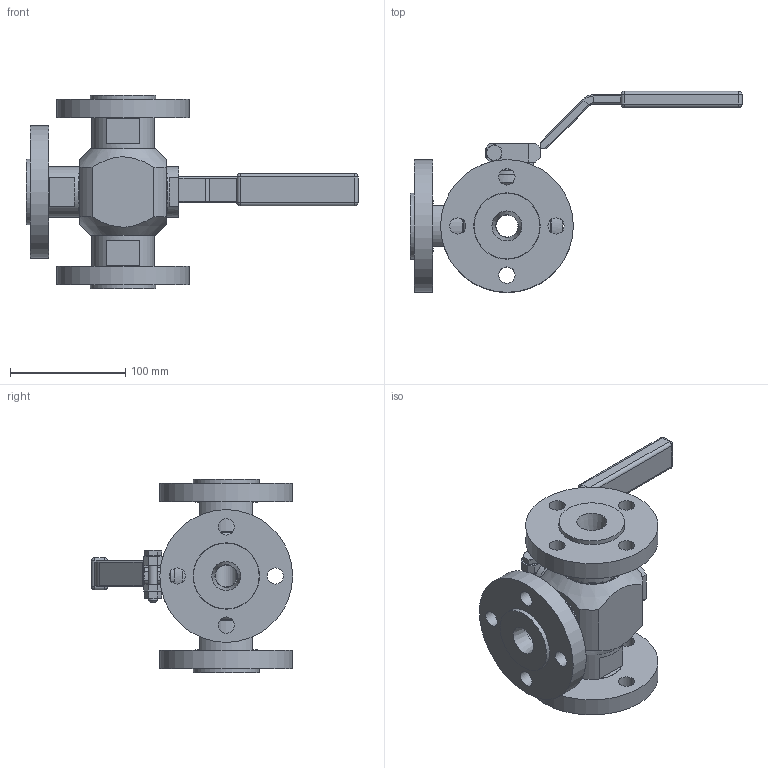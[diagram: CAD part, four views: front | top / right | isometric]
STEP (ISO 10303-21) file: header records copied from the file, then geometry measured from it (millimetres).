
FILE_DESCRIPTION(('STEP AP203'), '1');
FILE_NAME('埡39.140.025.000 - 扰鳧', '', ('UNSPECIFIED'), ('UNSPECIFIED'), 'ASCON STEP Converter 1.6', 'ASCON Math Kernel', '');
FILE_SCHEMA(('CONFIG_CONTROL_DESIGN'));
Length unit declared in the file: millimetre
Products named in the file (25): 埡39.140.025.000; 埡39.140.025.020; 埡39.140.025.021; 埡39.140.025.022; 埡39.140.025.005; 埡39.140.025.001; 埡39.140.025.007; 埡39.140.025.003; 埡39.140.025.009; 埡39.140.025.006; 埡39.060.020.401; ﾔﾁﾑ94.005.08.007; ﾔﾁﾑ94.033.05.002; ﾔﾁﾑ94.033.05.016; 埡39.140.025.015; 埡39.140.025.016; 埡39.140.025.002; 埡39.140.025.004; 埡39.140.025.030; 埡39.140.025.011; 埡39.140.025.012
Assembly tree (32 placements, depth 3):
  埡39.140.025.000
    埡39.140.025.020
      埡39.140.025.021
      埡39.140.025.022
    埡39.140.025.005  x2
    埡39.140.025.001  x2
    埡39.140.025.007
    埡39.140.025.003  x2
    埡39.140.025.009  x4
    埡39.140.025.006
    埡39.060.020.401
    ﾔﾁﾑ94.005.08.007
    ﾔﾁﾑ94.033.05.002
    ﾔﾁﾑ94.033.05.016
    埡39.140.025.015
    埡39.140.025.016
    (unnamed)
    埡39.140.025.002
    埡39.140.025.004  x3
    埡39.140.025.030
      埡39.140.025.011
      埡39.140.025.012
      (unnamed)
    (unnamed)
    (unnamed)
Bounding box: 287.64 x 174.3 x 168 mm (x, y, z)
Volume: 1014125.7 mm3; surface area: 248501.1 mm2
Topology: 31 solids, 31 shells, 485 faces, 1038 edges, 634 vertices
Faces by surface type: plane 238, cylinder 142, cone 77, torus 18, sphere 9, bspline 1
Full cylindrical faces by diameter (mm): 6.647 x1, 8 x3, 9 x2, 13 x1, 14 x12, 16 x1, 16.376 x1, 18 x1, 19 x8, 20 x8, 27 x3, 28 x8, 30 x5, 31 x5, 33 x1, 34 x2, 34.376 x2, 36 x8, 42 x2, 42.835 x2, 43 x4, 44 x2, 45 x9, 46 x2, 52 x4, 54 x5, 57 x3, 57.5 x3, 115 x3
Entity records: 18785 total; most frequent: CARTESIAN_POINT 5167, DIRECTION 1899, ORIENTED_EDGE 1540, AXIS2_PLACEMENT_3D 792, EDGE_CURVE 770, EDGE_LOOP 624, VERTEX_POINT 554, SURFACE_SIDE_STYLE 437
